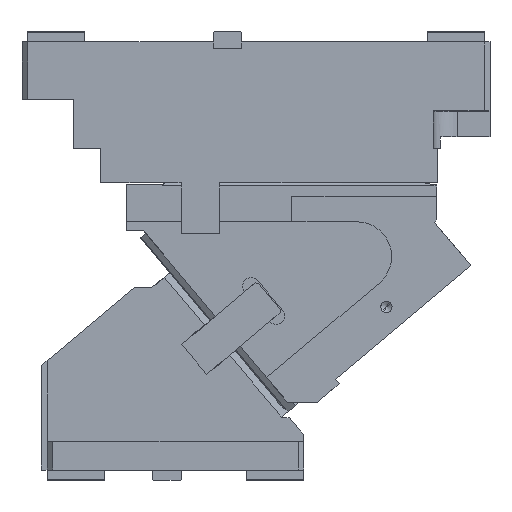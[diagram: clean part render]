
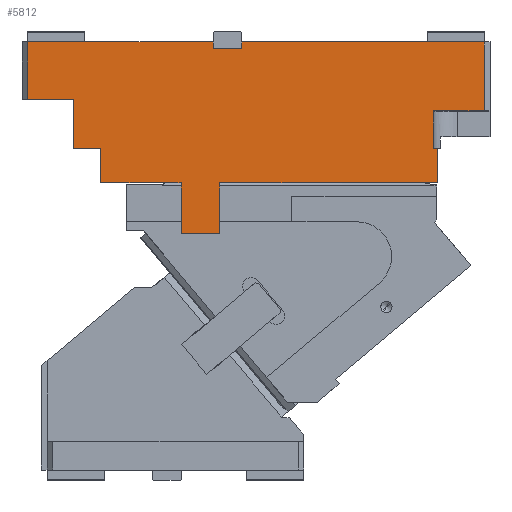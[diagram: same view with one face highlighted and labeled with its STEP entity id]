
A CAD part, front view. The second image highlights one B-rep face of the part: STEP entity #5812.
In plain terms, the highlighted planar face has unit normal (0, -1, 0).
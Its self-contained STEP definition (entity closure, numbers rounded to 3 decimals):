
#424=CARTESIAN_POINT('Vertex',(5.,-150.,0.)) ;
#427=CARTESIAN_POINT('Line Origine',(86.25,-150.,0.)) ;
#431=CARTESIAN_POINT('Vertex',(167.5,-150.,0.)) ;
#936=CARTESIAN_POINT('Vertex',(5.,-150.,-50.)) ;
#939=CARTESIAN_POINT('Line Origine',(5.,-150.,-25.)) ;
#967=CARTESIAN_POINT('Vertex',(45.,-150.,-50.)) ;
#970=CARTESIAN_POINT('Line Origine',(25.,-150.,-50.)) ;
#1632=CARTESIAN_POINT('Vertex',(45.,-150.,-93.49)) ;
#1635=CARTESIAN_POINT('Line Origine',(45.,-150.,-71.745)) ;
#1658=CARTESIAN_POINT('Vertex',(68.85,-150.,-93.49)) ;
#1663=CARTESIAN_POINT('Line Origine',(56.925,-150.,-93.49)) ;
#2654=CARTESIAN_POINT('Vertex',(68.85,-150.,-123.49)) ;
#2657=CARTESIAN_POINT('Line Origine',(68.85,-150.,-108.49)) ;
#2864=CARTESIAN_POINT('Line Origine',(405.,-150.,-30.05)) ;
#2868=CARTESIAN_POINT('Vertex',(405.,-150.,-60.1)) ;
#2870=CARTESIAN_POINT('Vertex',(405.,-150.,0.)) ;
#2985=CARTESIAN_POINT('Line Origine',(383.135,-150.,-60.1)) ;
#2989=CARTESIAN_POINT('Vertex',(361.27,-150.,-60.1)) ;
#3072=CARTESIAN_POINT('Axis2P3D Location',(361.27,-150.,-61.1)) ;
#3076=CARTESIAN_POINT('Vertex',(360.27,-150.,-61.1)) ;
#3103=CARTESIAN_POINT('Line Origine',(360.27,-150.,-77.295)) ;
#3107=CARTESIAN_POINT('Vertex',(360.27,-150.,-93.49)) ;
#3122=CARTESIAN_POINT('Line Origine',(362.06,-150.,-93.49)) ;
#3126=CARTESIAN_POINT('Vertex',(363.85,-150.,-93.49)) ;
#3264=CARTESIAN_POINT('Vertex',(363.85,-150.,-123.49)) ;
#3272=CARTESIAN_POINT('Line Origine',(363.85,-150.,-108.49)) ;
#3294=CARTESIAN_POINT('Vertex',(173.35,-150.,-123.49)) ;
#3299=CARTESIAN_POINT('Line Origine',(173.35,-150.,-145.74)) ;
#3303=CARTESIAN_POINT('Vertex',(173.35,-150.,-167.99)) ;
#3346=CARTESIAN_POINT('Line Origine',(156.35,-150.,-167.99)) ;
#3350=CARTESIAN_POINT('Vertex',(139.35,-150.,-167.99)) ;
#3398=CARTESIAN_POINT('Line Origine',(139.35,-150.,-145.74)) ;
#3402=CARTESIAN_POINT('Vertex',(139.35,-150.,-123.49)) ;
#3675=CARTESIAN_POINT('Line Origine',(92.85,-150.,-123.49)) ;
#3679=CARTESIAN_POINT('Vertex',(116.85,-150.,-123.49)) ;
#3713=CARTESIAN_POINT('Line Origine',(268.6,-150.,-123.49)) ;
#3718=CARTESIAN_POINT('Line Origine',(128.1,-150.,-123.49)) ;
#5745=CARTESIAN_POINT('Line Origine',(167.5,-150.,-3.)) ;
#5749=CARTESIAN_POINT('Vertex',(167.5,-150.,-6.)) ;
#5764=CARTESIAN_POINT('Axis2P3D Location',(0.,-150.,0.)) ;
#5769=CARTESIAN_POINT('Line Origine',(298.75,-150.,0.)) ;
#5773=CARTESIAN_POINT('Vertex',(192.5,-150.,0.)) ;
#5776=CARTESIAN_POINT('Line Origine',(192.5,-150.,-3.)) ;
#5780=CARTESIAN_POINT('Vertex',(192.5,-150.,-6.)) ;
#5783=CARTESIAN_POINT('Line Origine',(180.,-150.,-6.)) ;
#428=DIRECTION('Vector Direction',(1.,0.,0.)) ;
#940=DIRECTION('Vector Direction',(0.,0.,-1.)) ;
#971=DIRECTION('Vector Direction',(1.,0.,0.)) ;
#1636=DIRECTION('Vector Direction',(0.,0.,-1.)) ;
#1664=DIRECTION('Vector Direction',(-1.,0.,0.)) ;
#2658=DIRECTION('Vector Direction',(0.,0.,-1.)) ;
#2865=DIRECTION('Vector Direction',(0.,0.,1.)) ;
#2986=DIRECTION('Vector Direction',(-1.,0.,0.)) ;
#3073=DIRECTION('Axis2P3D Direction',(0.,-1.,0.)) ;
#3104=DIRECTION('Vector Direction',(0.,0.,-1.)) ;
#3123=DIRECTION('Vector Direction',(1.,0.,0.)) ;
#3273=DIRECTION('Vector Direction',(0.,0.,-1.)) ;
#3300=DIRECTION('Vector Direction',(0.,0.,1.)) ;
#3347=DIRECTION('Vector Direction',(1.,0.,0.)) ;
#3399=DIRECTION('Vector Direction',(0.,0.,1.)) ;
#3676=DIRECTION('Vector Direction',(1.,0.,0.)) ;
#3714=DIRECTION('Vector Direction',(-1.,0.,0.)) ;
#3719=DIRECTION('Vector Direction',(-1.,0.,0.)) ;
#5746=DIRECTION('Vector Direction',(0.,0.,1.)) ;
#5765=DIRECTION('Axis2P3D Direction',(0.,1.,0.)) ;
#5766=DIRECTION('Axis2P3D XDirection',(0.,0.,1.)) ;
#5770=DIRECTION('Vector Direction',(1.,0.,0.)) ;
#5777=DIRECTION('Vector Direction',(0.,0.,-1.)) ;
#5784=DIRECTION('Vector Direction',(1.,0.,0.)) ;
#3074=AXIS2_PLACEMENT_3D('Circle Axis2P3D',#3072,#3073,$) ;
#5767=AXIS2_PLACEMENT_3D('Plane Axis2P3D',#5764,#5765,#5766) ;
#5789=ORIENTED_EDGE('',*,*,#5751,.T.) ;
#5790=ORIENTED_EDGE('',*,*,#433,.F.) ;
#5791=ORIENTED_EDGE('',*,*,#943,.T.) ;
#5792=ORIENTED_EDGE('',*,*,#974,.T.) ;
#5793=ORIENTED_EDGE('',*,*,#1639,.T.) ;
#5794=ORIENTED_EDGE('',*,*,#1667,.F.) ;
#5795=ORIENTED_EDGE('',*,*,#2661,.T.) ;
#5796=ORIENTED_EDGE('',*,*,#3681,.T.) ;
#5797=ORIENTED_EDGE('',*,*,#3722,.T.) ;
#5798=ORIENTED_EDGE('',*,*,#3404,.F.) ;
#5799=ORIENTED_EDGE('',*,*,#3352,.T.) ;
#5800=ORIENTED_EDGE('',*,*,#3305,.T.) ;
#5801=ORIENTED_EDGE('',*,*,#3717,.T.) ;
#5802=ORIENTED_EDGE('',*,*,#3276,.T.) ;
#5803=ORIENTED_EDGE('',*,*,#3128,.T.) ;
#5804=ORIENTED_EDGE('',*,*,#3109,.F.) ;
#5805=ORIENTED_EDGE('',*,*,#3078,.F.) ;
#5806=ORIENTED_EDGE('',*,*,#2991,.F.) ;
#5807=ORIENTED_EDGE('',*,*,#2872,.T.) ;
#5808=ORIENTED_EDGE('',*,*,#5775,.F.) ;
#5809=ORIENTED_EDGE('',*,*,#5782,.T.) ;
#5810=ORIENTED_EDGE('',*,*,#5787,.F.) ;
#429=VECTOR('Line Direction',#428,1.) ;
#941=VECTOR('Line Direction',#940,1.) ;
#972=VECTOR('Line Direction',#971,1.) ;
#1637=VECTOR('Line Direction',#1636,1.) ;
#1665=VECTOR('Line Direction',#1664,1.) ;
#2659=VECTOR('Line Direction',#2658,1.) ;
#2866=VECTOR('Line Direction',#2865,1.) ;
#2987=VECTOR('Line Direction',#2986,1.) ;
#3105=VECTOR('Line Direction',#3104,1.) ;
#3124=VECTOR('Line Direction',#3123,1.) ;
#3274=VECTOR('Line Direction',#3273,1.) ;
#3301=VECTOR('Line Direction',#3300,1.) ;
#3348=VECTOR('Line Direction',#3347,1.) ;
#3400=VECTOR('Line Direction',#3399,1.) ;
#3677=VECTOR('Line Direction',#3676,1.) ;
#3715=VECTOR('Line Direction',#3714,1.) ;
#3720=VECTOR('Line Direction',#3719,1.) ;
#5747=VECTOR('Line Direction',#5746,1.) ;
#5771=VECTOR('Line Direction',#5770,1.) ;
#5778=VECTOR('Line Direction',#5777,1.) ;
#5785=VECTOR('Line Direction',#5784,1.) ;
#5812=ADVANCED_FACE('CAM HOLDER',(#5811),#5768,.F.) ;
#3075=CIRCLE('generated circle',#3074,1.) ;
#433=EDGE_CURVE('',#425,#432,#430,.T.) ;
#943=EDGE_CURVE('',#425,#937,#942,.T.) ;
#974=EDGE_CURVE('',#937,#968,#973,.T.) ;
#1639=EDGE_CURVE('',#968,#1633,#1638,.T.) ;
#1667=EDGE_CURVE('',#1659,#1633,#1666,.T.) ;
#2661=EDGE_CURVE('',#1659,#2655,#2660,.T.) ;
#2872=EDGE_CURVE('',#2869,#2871,#2867,.T.) ;
#2991=EDGE_CURVE('',#2869,#2990,#2988,.T.) ;
#3078=EDGE_CURVE('',#2990,#3077,#3075,.T.) ;
#3109=EDGE_CURVE('',#3077,#3108,#3106,.T.) ;
#3128=EDGE_CURVE('',#3127,#3108,#3125,.F.) ;
#3276=EDGE_CURVE('',#3265,#3127,#3275,.F.) ;
#3305=EDGE_CURVE('',#3304,#3295,#3302,.T.) ;
#3352=EDGE_CURVE('',#3351,#3304,#3349,.T.) ;
#3404=EDGE_CURVE('',#3351,#3403,#3401,.T.) ;
#3681=EDGE_CURVE('',#2655,#3680,#3678,.T.) ;
#3717=EDGE_CURVE('',#3295,#3265,#3716,.F.) ;
#3722=EDGE_CURVE('',#3680,#3403,#3721,.F.) ;
#5751=EDGE_CURVE('',#5750,#432,#5748,.T.) ;
#5775=EDGE_CURVE('',#5774,#2871,#5772,.T.) ;
#5782=EDGE_CURVE('',#5774,#5781,#5779,.T.) ;
#5787=EDGE_CURVE('',#5750,#5781,#5786,.T.) ;
#5788=EDGE_LOOP('',(#5789,#5790,#5791,#5792,#5793,#5794,#5795,#5796,#5797,#5798,#5799,#5800,#5801,#5802,#5803,#5804,#5805,#5806,#5807,#5808,#5809,#5810)) ;
#5811=FACE_OUTER_BOUND('',#5788,.T.) ;
#430=LINE('Line',#427,#429) ;
#942=LINE('Line',#939,#941) ;
#973=LINE('Line',#970,#972) ;
#1638=LINE('Line',#1635,#1637) ;
#1666=LINE('Line',#1663,#1665) ;
#2660=LINE('Line',#2657,#2659) ;
#2867=LINE('Line',#2864,#2866) ;
#2988=LINE('Line',#2985,#2987) ;
#3106=LINE('Line',#3103,#3105) ;
#3125=LINE('Line',#3122,#3124) ;
#3275=LINE('Line',#3272,#3274) ;
#3302=LINE('Line',#3299,#3301) ;
#3349=LINE('Line',#3346,#3348) ;
#3401=LINE('Line',#3398,#3400) ;
#3678=LINE('Line',#3675,#3677) ;
#3716=LINE('Line',#3713,#3715) ;
#3721=LINE('Line',#3718,#3720) ;
#5748=LINE('Line',#5745,#5747) ;
#5772=LINE('Line',#5769,#5771) ;
#5779=LINE('Line',#5776,#5778) ;
#5786=LINE('Line',#5783,#5785) ;
#5768=PLANE('Plane',#5767) ;
#425=VERTEX_POINT('',#424) ;
#432=VERTEX_POINT('',#431) ;
#937=VERTEX_POINT('',#936) ;
#968=VERTEX_POINT('',#967) ;
#1633=VERTEX_POINT('',#1632) ;
#1659=VERTEX_POINT('',#1658) ;
#2655=VERTEX_POINT('',#2654) ;
#2869=VERTEX_POINT('',#2868) ;
#2871=VERTEX_POINT('',#2870) ;
#2990=VERTEX_POINT('',#2989) ;
#3077=VERTEX_POINT('',#3076) ;
#3108=VERTEX_POINT('',#3107) ;
#3127=VERTEX_POINT('',#3126) ;
#3265=VERTEX_POINT('',#3264) ;
#3295=VERTEX_POINT('',#3294) ;
#3304=VERTEX_POINT('',#3303) ;
#3351=VERTEX_POINT('',#3350) ;
#3403=VERTEX_POINT('',#3402) ;
#3680=VERTEX_POINT('',#3679) ;
#5750=VERTEX_POINT('',#5749) ;
#5774=VERTEX_POINT('',#5773) ;
#5781=VERTEX_POINT('',#5780) ;
